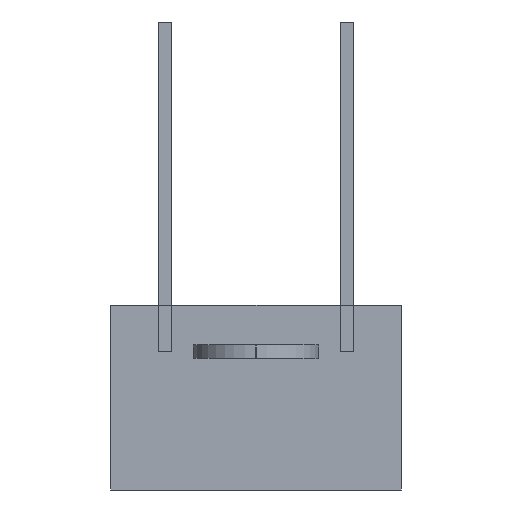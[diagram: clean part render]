
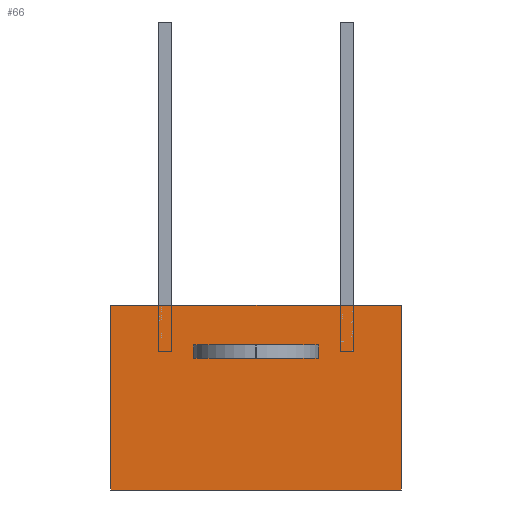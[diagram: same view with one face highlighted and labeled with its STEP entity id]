
A CAD part, left-side view. The second image highlights one B-rep face of the part: STEP entity #66.
In plain terms, the highlighted planar face has unit normal (-1, 0, 0).
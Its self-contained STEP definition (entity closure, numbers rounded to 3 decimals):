
#66 = ADVANCED_FACE('',(#67),#81,.F.);
#67 = FACE_BOUND('',#68,.F.);
#68 = EDGE_LOOP('',(#69,#104,#132,#160));
#69 = ORIENTED_EDGE('',*,*,#70,.F.);
#70 = EDGE_CURVE('',#71,#73,#75,.T.);
#71 = VERTEX_POINT('',#72);
#72 = CARTESIAN_POINT('',(-11.,-4.4,0.));
#73 = VERTEX_POINT('',#74);
#74 = CARTESIAN_POINT('',(-11.,-4.4,5.6));
#75 = SURFACE_CURVE('',#76,(#80,#92),.PCURVE_S1.);
#76 = LINE('',#77,#78);
#77 = CARTESIAN_POINT('',(-11.,-4.4,0.));
#78 = VECTOR('',#79,1.);
#79 = DIRECTION('',(0.,0.,1.));
#80 = PCURVE('',#81,#86);
#81 = PLANE('',#82);
#82 = AXIS2_PLACEMENT_3D('',#83,#84,#85);
#83 = CARTESIAN_POINT('',(-11.,-4.4,0.));
#84 = DIRECTION('',(1.,0.,0.));
#85 = DIRECTION('',(0.,0.,1.));
#86 = DEFINITIONAL_REPRESENTATION('',(#87),#91);
#87 = LINE('',#88,#89);
#88 = CARTESIAN_POINT('',(0.,0.));
#89 = VECTOR('',#90,1.);
#90 = DIRECTION('',(1.,0.));
#91 = ( GEOMETRIC_REPRESENTATION_CONTEXT(2) 
PARAMETRIC_REPRESENTATION_CONTEXT() REPRESENTATION_CONTEXT('2D SPACE',''
  ) );
#92 = PCURVE('',#93,#98);
#93 = PLANE('',#94);
#94 = AXIS2_PLACEMENT_3D('',#95,#96,#97);
#95 = CARTESIAN_POINT('',(-11.,-4.4,0.));
#96 = DIRECTION('',(0.,1.,0.));
#97 = DIRECTION('',(0.,0.,1.));
#98 = DEFINITIONAL_REPRESENTATION('',(#99),#103);
#99 = LINE('',#100,#101);
#100 = CARTESIAN_POINT('',(0.,0.));
#101 = VECTOR('',#102,1.);
#102 = DIRECTION('',(1.,0.));
#103 = ( GEOMETRIC_REPRESENTATION_CONTEXT(2) 
PARAMETRIC_REPRESENTATION_CONTEXT() REPRESENTATION_CONTEXT('2D SPACE',''
  ) );
#104 = ORIENTED_EDGE('',*,*,#105,.T.);
#105 = EDGE_CURVE('',#71,#106,#108,.T.);
#106 = VERTEX_POINT('',#107);
#107 = CARTESIAN_POINT('',(-11.,4.4,0.));
#108 = SURFACE_CURVE('',#109,(#113,#120),.PCURVE_S1.);
#109 = LINE('',#110,#111);
#110 = CARTESIAN_POINT('',(-11.,-4.4,0.));
#111 = VECTOR('',#112,1.);
#112 = DIRECTION('',(0.,1.,0.));
#113 = PCURVE('',#81,#114);
#114 = DEFINITIONAL_REPRESENTATION('',(#115),#119);
#115 = LINE('',#116,#117);
#116 = CARTESIAN_POINT('',(0.,0.));
#117 = VECTOR('',#118,1.);
#118 = DIRECTION('',(0.,-1.));
#119 = ( GEOMETRIC_REPRESENTATION_CONTEXT(2) 
PARAMETRIC_REPRESENTATION_CONTEXT() REPRESENTATION_CONTEXT('2D SPACE',''
  ) );
#120 = PCURVE('',#121,#126);
#121 = PLANE('',#122);
#122 = AXIS2_PLACEMENT_3D('',#123,#124,#125);
#123 = CARTESIAN_POINT('',(-11.,-4.4,0.));
#124 = DIRECTION('',(0.,0.,1.));
#125 = DIRECTION('',(1.,0.,0.));
#126 = DEFINITIONAL_REPRESENTATION('',(#127),#131);
#127 = LINE('',#128,#129);
#128 = CARTESIAN_POINT('',(0.,0.));
#129 = VECTOR('',#130,1.);
#130 = DIRECTION('',(0.,1.));
#131 = ( GEOMETRIC_REPRESENTATION_CONTEXT(2) 
PARAMETRIC_REPRESENTATION_CONTEXT() REPRESENTATION_CONTEXT('2D SPACE',''
  ) );
#132 = ORIENTED_EDGE('',*,*,#133,.T.);
#133 = EDGE_CURVE('',#106,#134,#136,.T.);
#134 = VERTEX_POINT('',#135);
#135 = CARTESIAN_POINT('',(-11.,4.4,5.6));
#136 = SURFACE_CURVE('',#137,(#141,#148),.PCURVE_S1.);
#137 = LINE('',#138,#139);
#138 = CARTESIAN_POINT('',(-11.,4.4,0.));
#139 = VECTOR('',#140,1.);
#140 = DIRECTION('',(0.,0.,1.));
#141 = PCURVE('',#81,#142);
#142 = DEFINITIONAL_REPRESENTATION('',(#143),#147);
#143 = LINE('',#144,#145);
#144 = CARTESIAN_POINT('',(0.,-8.8));
#145 = VECTOR('',#146,1.);
#146 = DIRECTION('',(1.,0.));
#147 = ( GEOMETRIC_REPRESENTATION_CONTEXT(2) 
PARAMETRIC_REPRESENTATION_CONTEXT() REPRESENTATION_CONTEXT('2D SPACE',''
  ) );
#148 = PCURVE('',#149,#154);
#149 = PLANE('',#150);
#150 = AXIS2_PLACEMENT_3D('',#151,#152,#153);
#151 = CARTESIAN_POINT('',(-11.,4.4,0.));
#152 = DIRECTION('',(0.,1.,0.));
#153 = DIRECTION('',(0.,0.,1.));
#154 = DEFINITIONAL_REPRESENTATION('',(#155),#159);
#155 = LINE('',#156,#157);
#156 = CARTESIAN_POINT('',(0.,0.));
#157 = VECTOR('',#158,1.);
#158 = DIRECTION('',(1.,0.));
#159 = ( GEOMETRIC_REPRESENTATION_CONTEXT(2) 
PARAMETRIC_REPRESENTATION_CONTEXT() REPRESENTATION_CONTEXT('2D SPACE',''
  ) );
#160 = ORIENTED_EDGE('',*,*,#161,.F.);
#161 = EDGE_CURVE('',#73,#134,#162,.T.);
#162 = SURFACE_CURVE('',#163,(#167,#174),.PCURVE_S1.);
#163 = LINE('',#164,#165);
#164 = CARTESIAN_POINT('',(-11.,-4.4,5.6));
#165 = VECTOR('',#166,1.);
#166 = DIRECTION('',(0.,1.,0.));
#167 = PCURVE('',#81,#168);
#168 = DEFINITIONAL_REPRESENTATION('',(#169),#173);
#169 = LINE('',#170,#171);
#170 = CARTESIAN_POINT('',(5.6,0.));
#171 = VECTOR('',#172,1.);
#172 = DIRECTION('',(0.,-1.));
#173 = ( GEOMETRIC_REPRESENTATION_CONTEXT(2) 
PARAMETRIC_REPRESENTATION_CONTEXT() REPRESENTATION_CONTEXT('2D SPACE',''
  ) );
#174 = PCURVE('',#175,#180);
#175 = PLANE('',#176);
#176 = AXIS2_PLACEMENT_3D('',#177,#178,#179);
#177 = CARTESIAN_POINT('',(-11.,-4.4,5.6));
#178 = DIRECTION('',(0.,0.,1.));
#179 = DIRECTION('',(1.,0.,0.));
#180 = DEFINITIONAL_REPRESENTATION('',(#181),#185);
#181 = LINE('',#182,#183);
#182 = CARTESIAN_POINT('',(0.,0.));
#183 = VECTOR('',#184,1.);
#184 = DIRECTION('',(0.,1.));
#185 = ( GEOMETRIC_REPRESENTATION_CONTEXT(2) 
PARAMETRIC_REPRESENTATION_CONTEXT() REPRESENTATION_CONTEXT('2D SPACE',''
  ) );
